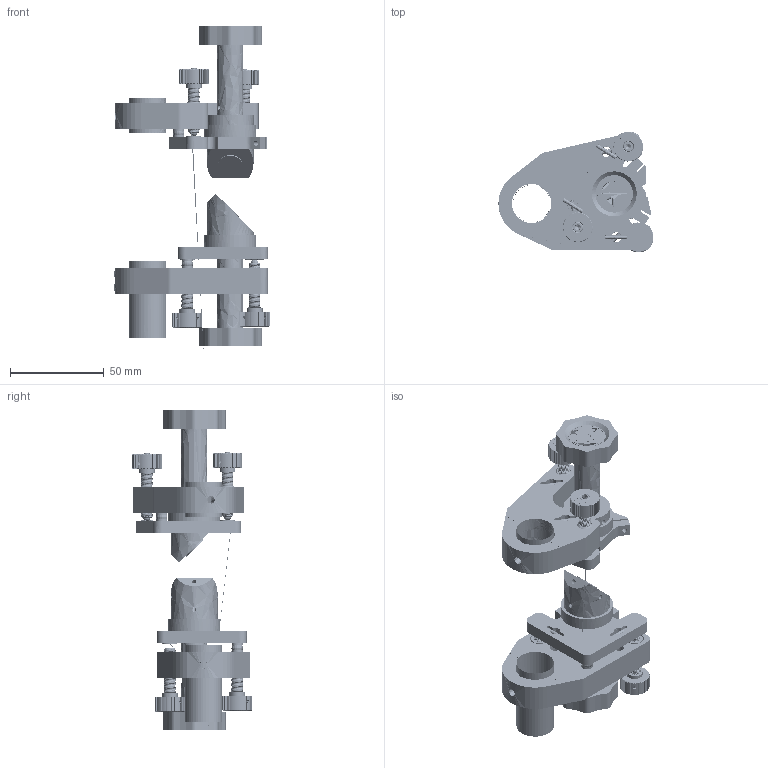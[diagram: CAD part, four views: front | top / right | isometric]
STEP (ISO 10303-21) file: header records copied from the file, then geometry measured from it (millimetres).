
FILE_DESCRIPTION(/* description */ (''),/* implementation_level */ '2;1');
FILE_NAME(/* name */ '04-PVH',/* time_stamp */ '2022-03-22T18:42:49+03:00',/* author */ (''),/* organization */ (''),/* preprocessor_version */ 'ST-DEVELOPER v15',/* originating_system */ '',/* authorisation */ '');
FILE_SCHEMA (('AUTOMOTIVE_DESIGN'));
Products named in the file (5): Document; Block 01; Block 03; Block 04; Block 05
Assembly tree (4 placements, depth 2):
  Document
    Block 01
    Block 03
    Block 04
    Block 05
Bounding box: 82.88 x 64.33 x 177.46 mm (x, y, z)
Volume: 294.1 mm3; surface area: 54671.7 mm2
Topology: 4 solids, 50 shells, 4079 faces, 12782 edges, 7720 vertices
Faces by surface type: bspline 4079
Entity records: 413224 total; most frequent: CARTESIAN_POINT 212527, B_SPLINE_CURVE_WITH_KNOTS 40436, ORIENTED_EDGE 31603, PCURVE 31603, DEFINITIONAL_REPRESENTATION 31603, SURFACE_CURVE 16728, EDGE_CURVE 16728, VERTEX_POINT 10313
